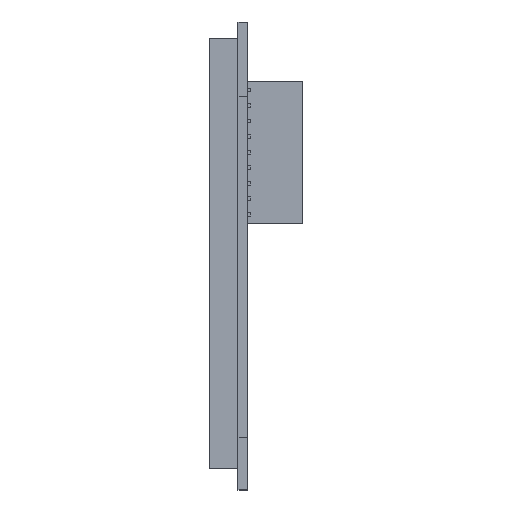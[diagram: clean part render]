
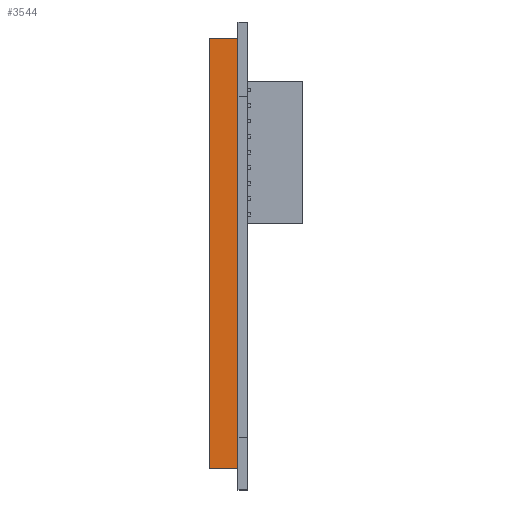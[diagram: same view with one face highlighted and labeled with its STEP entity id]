
A CAD part, left-side view. The second image highlights one B-rep face of the part: STEP entity #3544.
In plain terms, the highlighted planar face has unit normal (-1, 0, 0).
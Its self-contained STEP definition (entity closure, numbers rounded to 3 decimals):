
#211 = EDGE_CURVE ( 'NONE', #2434, #4666, #6459, .T. ) ;
#376 = ORIENTED_EDGE ( 'NONE', *, *, #9135, .F. ) ;
#441 = FACE_OUTER_BOUND ( 'NONE', #7516, .T. ) ;
#783 = CARTESIAN_POINT ( 'NONE',  ( -32.675, 6.3, 0. ) ) ;
#1236 = VECTOR ( 'NONE', #8442, 1000. ) ;
#1296 = CARTESIAN_POINT ( 'NONE',  ( -32.675, 6.3, -2.68 ) ) ;
#1661 = LINE ( 'NONE', #3892, #5828 ) ;
#1800 = DIRECTION ( 'NONE',  ( 0., -1., 0. ) ) ;
#2353 = CARTESIAN_POINT ( 'NONE',  ( -32.675, 6.3, -72.98 ) ) ;
#2434 = VERTEX_POINT ( 'NONE', #1296 ) ;
#2519 = EDGE_CURVE ( 'NONE', #6565, #5217, #5536, .T. ) ;
#3179 = DIRECTION ( 'NONE',  ( -1., 0., 0. ) ) ;
#3276 = LINE ( 'NONE', #5352, #5045 ) ;
#3544 = ADVANCED_FACE ( 'NONE', ( #441 ), #6879, .T. ) ;
#3804 = AXIS2_PLACEMENT_3D ( 'NONE', #9153, #3179, #6822 ) ;
#3892 = CARTESIAN_POINT ( 'NONE',  ( -32.675, 6.3, -72.98 ) ) ;
#4303 = DIRECTION ( 'NONE',  ( 0., 0., -1. ) ) ;
#4666 = VERTEX_POINT ( 'NONE', #2353 ) ;
#4740 = ORIENTED_EDGE ( 'NONE', *, *, #211, .T. ) ;
#5045 = VECTOR ( 'NONE', #6974, 1000. ) ;
#5089 = CARTESIAN_POINT ( 'NONE',  ( -32.675, 1.6, -72.98 ) ) ;
#5217 = VERTEX_POINT ( 'NONE', #5089 ) ;
#5352 = CARTESIAN_POINT ( 'NONE',  ( -32.675, 6.3, -2.68 ) ) ;
#5536 = LINE ( 'NONE', #7105, #1236 ) ;
#5540 = CARTESIAN_POINT ( 'NONE',  ( -32.675, 1.6, -2.68 ) ) ;
#5828 = VECTOR ( 'NONE', #1800, 1000. ) ;
#6227 = VECTOR ( 'NONE', #4303, 1000. ) ;
#6459 = LINE ( 'NONE', #783, #6227 ) ;
#6565 = VERTEX_POINT ( 'NONE', #5540 ) ;
#6822 = DIRECTION ( 'NONE',  ( 0., 0., 1. ) ) ;
#6879 = PLANE ( 'NONE',  #3804 ) ;
#6974 = DIRECTION ( 'NONE',  ( 0., -1., 0. ) ) ;
#7105 = CARTESIAN_POINT ( 'NONE',  ( -32.675, 1.6, 0. ) ) ;
#7376 = ORIENTED_EDGE ( 'NONE', *, *, #2519, .F. ) ;
#7516 = EDGE_LOOP ( 'NONE', ( #7376, #376, #4740, #9309 ) ) ;
#8442 = DIRECTION ( 'NONE',  ( 0., 0., -1. ) ) ;
#8906 = EDGE_CURVE ( 'NONE', #4666, #5217, #1661, .T. ) ;
#9135 = EDGE_CURVE ( 'NONE', #2434, #6565, #3276, .T. ) ;
#9153 = CARTESIAN_POINT ( 'NONE',  ( -32.675, 6.3, 0. ) ) ;
#9309 = ORIENTED_EDGE ( 'NONE', *, *, #8906, .T. ) ;
